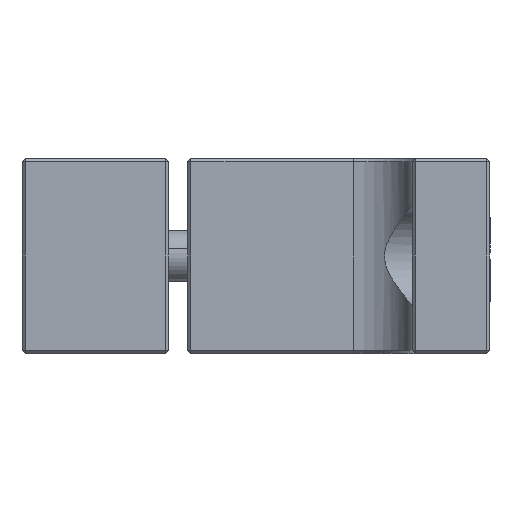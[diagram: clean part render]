
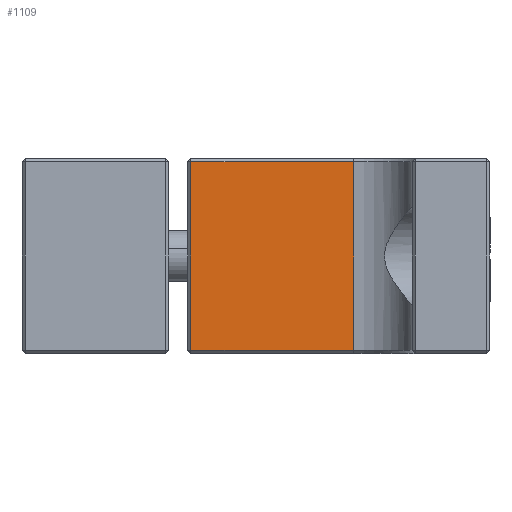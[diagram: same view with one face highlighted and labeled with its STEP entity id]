
A CAD part, left-side view. The second image highlights one B-rep face of the part: STEP entity #1109.
In plain terms, the highlighted planar face has unit normal (-1, 0, 0).
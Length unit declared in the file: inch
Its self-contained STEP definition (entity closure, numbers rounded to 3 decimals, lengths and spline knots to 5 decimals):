
#1 = ORIENTED_EDGE ( 'NONE', *, *, #1026, .T. ) ;
#225 = DIRECTION ( 'NONE',  ( 0., 0., 1. ) ) ;
#700 = VERTEX_POINT ( 'NONE', #5699 ) ;
#1026 = EDGE_CURVE ( 'NONE', #700, #7870, #6435, .T. ) ;
#1109 = ADVANCED_FACE ( 'NONE', ( #7863 ), #6207, .T. ) ;
#1617 = AXIS2_PLACEMENT_3D ( 'NONE', #6230, #2299, #6899 ) ;
#1624 = EDGE_LOOP ( 'NONE', ( #7704, #1, #3711, #5761 ) ) ;
#2207 = CARTESIAN_POINT ( 'NONE',  ( -0.565, -0.5625, 0.3025 ) ) ;
#2250 = VECTOR ( 'NONE', #6811, 39.37008 ) ;
#2299 = DIRECTION ( 'NONE',  ( -1., 0., 0. ) ) ;
#2724 = LINE ( 'NONE', #7014, #6022 ) ;
#3060 = DIRECTION ( 'NONE',  ( 0., 1., 0. ) ) ;
#3075 = LINE ( 'NONE', #8069, #6568 ) ;
#3711 = ORIENTED_EDGE ( 'NONE', *, *, #6806, .T. ) ;
#3957 = CARTESIAN_POINT ( 'NONE',  ( -0.565, -0.04125, -0.3025 ) ) ;
#4157 = DIRECTION ( 'NONE',  ( 0., 0., -1. ) ) ;
#4657 = CARTESIAN_POINT ( 'NONE',  ( -0.565, -0.04125, 0.3025 ) ) ;
#5045 = CARTESIAN_POINT ( 'NONE',  ( -0.565, -0.5625, 0.3025 ) ) ;
#5699 = CARTESIAN_POINT ( 'NONE',  ( -0.565, -0.5625, -0.3025 ) ) ;
#5761 = ORIENTED_EDGE ( 'NONE', *, *, #6750, .T. ) ;
#5977 = VERTEX_POINT ( 'NONE', #3957 ) ;
#6022 = VECTOR ( 'NONE', #3060, 39.37008 ) ;
#6207 = PLANE ( 'NONE',  #1617 ) ;
#6223 = VECTOR ( 'NONE', #225, 39.37008 ) ;
#6230 = CARTESIAN_POINT ( 'NONE',  ( -0.565, -0.5625, 0. ) ) ;
#6435 = LINE ( 'NONE', #6727, #6223 ) ;
#6547 = VERTEX_POINT ( 'NONE', #4657 ) ;
#6568 = VECTOR ( 'NONE', #4157, 39.37008 ) ;
#6727 = CARTESIAN_POINT ( 'NONE',  ( -0.565, -0.5625, 0. ) ) ;
#6750 = EDGE_CURVE ( 'NONE', #6547, #5977, #3075, .T. ) ;
#6806 = EDGE_CURVE ( 'NONE', #7870, #6547, #7281, .T. ) ;
#6811 = DIRECTION ( 'NONE',  ( 0., 1., 0. ) ) ;
#6899 = DIRECTION ( 'NONE',  ( 0., 0., 1. ) ) ;
#7014 = CARTESIAN_POINT ( 'NONE',  ( -0.565, -0.58593, -0.3025 ) ) ;
#7281 = LINE ( 'NONE', #2207, #2250 ) ;
#7704 = ORIENTED_EDGE ( 'NONE', *, *, #8501, .F. ) ;
#7863 = FACE_OUTER_BOUND ( 'NONE', #1624, .T. ) ;
#7870 = VERTEX_POINT ( 'NONE', #5045 ) ;
#8069 = CARTESIAN_POINT ( 'NONE',  ( -0.565, -0.04125, 0. ) ) ;
#8501 = EDGE_CURVE ( 'NONE', #700, #5977, #2724, .T. ) ;
